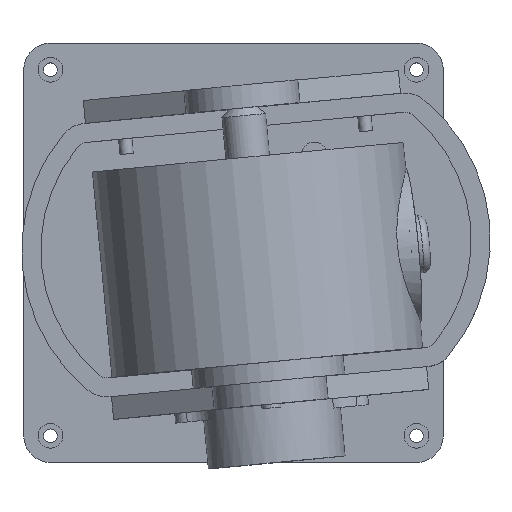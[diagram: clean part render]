
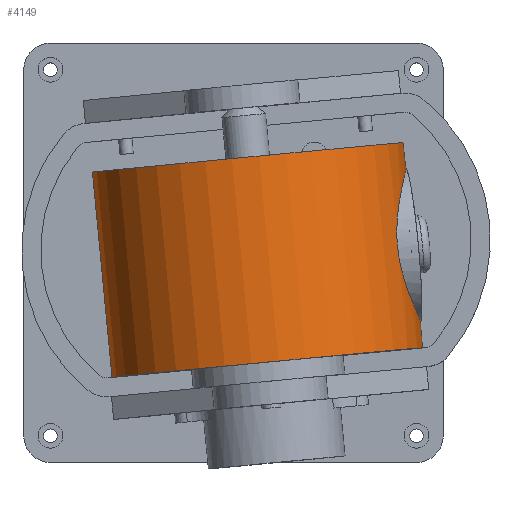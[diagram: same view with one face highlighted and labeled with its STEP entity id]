
A CAD part, top view. The second image highlights one B-rep face of the part: STEP entity #4149.
In plain terms, the highlighted cylindrical face has radius 41 mm (diameter 82 mm), a partial arc.
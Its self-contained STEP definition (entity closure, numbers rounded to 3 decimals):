
#48=B_SPLINE_CURVE_WITH_KNOTS('',3,(#7125,#7126,#7127,#7128,#7129,#7130,
#7131,#7132,#7133,#7134,#7135,#7136,#7137,#7138,#7139,#7140,#7141,#7142,
#7143,#7144,#7145,#7146,#7147,#7148,#7149,#7150,#7151,#7152,#7153,#7154,
#7155,#7156,#7157,#7158),.UNSPECIFIED.,.F.,.F.,(4,2,2,2,2,2,2,2,2,2,2,2,
2,2,2,2,4),(3.152,3.545,3.939,4.332,
4.726,5.12,5.515,5.909,6.304,
6.699,7.093,7.488,7.882,8.276,
8.669,9.063,9.456),.UNSPECIFIED.);
#611=FACE_OUTER_BOUND('',#948,.T.);
#948=EDGE_LOOP('',(#3651,#3652,#3653,#3654,#3655,#3656));
#1197=LINE('',#7113,#1458);
#1210=LINE('',#7224,#1471);
#1221=LINE('',#7272,#1482);
#1458=VECTOR('',#5923,10.);
#1471=VECTOR('',#5956,10.);
#1482=VECTOR('',#6011,10.);
#1761=CIRCLE('',#4817,41.);
#1762=CIRCLE('',#4819,41.);
#2079=VERTEX_POINT('',#7110);
#2080=VERTEX_POINT('',#7112);
#2085=VERTEX_POINT('',#7124);
#2092=VERTEX_POINT('',#7222);
#2106=VERTEX_POINT('',#7269);
#2107=VERTEX_POINT('',#7271);
#2586=EDGE_CURVE('',#2080,#2079,#1197,.T.);
#2592=EDGE_CURVE('',#2079,#2085,#48,.T.);
#2606=EDGE_CURVE('',#2085,#2092,#1210,.T.);
#2628=EDGE_CURVE('',#2107,#2106,#1221,.T.);
#2632=EDGE_CURVE('',#2107,#2092,#1761,.T.);
#2633=EDGE_CURVE('',#2080,#2106,#1762,.T.);
#3651=ORIENTED_EDGE('',*,*,#2592,.T.);
#3652=ORIENTED_EDGE('',*,*,#2606,.T.);
#3653=ORIENTED_EDGE('',*,*,#2632,.F.);
#3654=ORIENTED_EDGE('',*,*,#2628,.T.);
#3655=ORIENTED_EDGE('',*,*,#2633,.F.);
#3656=ORIENTED_EDGE('',*,*,#2586,.T.);
#3929=CYLINDRICAL_SURFACE('',#4818,41.);
#4149=ADVANCED_FACE('',(#611),#3929,.T.);
#4817=AXIS2_PLACEMENT_3D('',#7280,#6025,#6026);
#4818=AXIS2_PLACEMENT_3D('',#7281,#6027,#6028);
#4819=AXIS2_PLACEMENT_3D('',#7282,#6029,#6030);
#5923=DIRECTION('',(0.,-1.,0.));
#5956=DIRECTION('',(0.,-1.,0.));
#6011=DIRECTION('',(0.,1.,0.));
#6025=DIRECTION('center_axis',(0.,-1.,0.));
#6026=DIRECTION('ref_axis',(0.,0.,1.));
#6027=DIRECTION('center_axis',(0.,1.,0.));
#6028=DIRECTION('ref_axis',(0.,0.,1.));
#6029=DIRECTION('center_axis',(0.,1.,0.));
#6030=DIRECTION('ref_axis',(0.,0.,1.));
#7110=CARTESIAN_POINT('',(0.,20.5,-41.));
#7112=CARTESIAN_POINT('',(0.,27.,-41.));
#7113=CARTESIAN_POINT('',(0.,0.,-41.));
#7124=CARTESIAN_POINT('',(0.,-20.5,-41.));
#7125=CARTESIAN_POINT('Ctrl Pts',(0.,20.5,-41.));
#7126=CARTESIAN_POINT('Ctrl Pts',(-1.312,20.5,-41.));
#7127=CARTESIAN_POINT('Ctrl Pts',(-2.661,20.372,-40.936));
#7128=CARTESIAN_POINT('Ctrl Pts',(-5.33,19.842,-40.674));
#7129=CARTESIAN_POINT('Ctrl Pts',(-6.65,19.439,-40.477));
#7130=CARTESIAN_POINT('Ctrl Pts',(-9.169,18.386,-39.982));
#7131=CARTESIAN_POINT('Ctrl Pts',(-10.371,17.733,-39.683));
#7132=CARTESIAN_POINT('Ctrl Pts',(-12.586,16.237,-39.037));
#7133=CARTESIAN_POINT('Ctrl Pts',(-13.6,15.392,-38.691));
#7134=CARTESIAN_POINT('Ctrl Pts',(-15.394,13.597,-38.012));
#7135=CARTESIAN_POINT('Ctrl Pts',(-16.239,12.583,-37.656));
#7136=CARTESIAN_POINT('Ctrl Pts',(-17.735,10.368,-36.975));
#7137=CARTESIAN_POINT('Ctrl Pts',(-18.386,9.168,-36.651));
#7138=CARTESIAN_POINT('Ctrl Pts',(-19.439,6.652,-36.104));
#7139=CARTESIAN_POINT('Ctrl Pts',(-19.841,5.334,-35.881));
#7140=CARTESIAN_POINT('Ctrl Pts',(-20.371,2.665,-35.582));
#7141=CARTESIAN_POINT('Ctrl Pts',(-20.5,1.315,-35.507));
#7142=CARTESIAN_POINT('Ctrl Pts',(-20.5,-1.315,-35.507));
#7143=CARTESIAN_POINT('Ctrl Pts',(-20.371,-2.665,-35.582));
#7144=CARTESIAN_POINT('Ctrl Pts',(-19.841,-5.334,-35.881));
#7145=CARTESIAN_POINT('Ctrl Pts',(-19.439,-6.652,-36.104));
#7146=CARTESIAN_POINT('Ctrl Pts',(-18.386,-9.168,-36.651));
#7147=CARTESIAN_POINT('Ctrl Pts',(-17.735,-10.368,-36.975));
#7148=CARTESIAN_POINT('Ctrl Pts',(-16.239,-12.583,-37.656));
#7149=CARTESIAN_POINT('Ctrl Pts',(-15.394,-13.597,-38.012));
#7150=CARTESIAN_POINT('Ctrl Pts',(-13.6,-15.392,-38.691));
#7151=CARTESIAN_POINT('Ctrl Pts',(-12.586,-16.237,-39.037));
#7152=CARTESIAN_POINT('Ctrl Pts',(-10.371,-17.733,-39.683));
#7153=CARTESIAN_POINT('Ctrl Pts',(-9.169,-18.386,-39.982));
#7154=CARTESIAN_POINT('Ctrl Pts',(-6.65,-19.439,-40.477));
#7155=CARTESIAN_POINT('Ctrl Pts',(-5.33,-19.842,-40.674));
#7156=CARTESIAN_POINT('Ctrl Pts',(-2.661,-20.372,-40.936));
#7157=CARTESIAN_POINT('Ctrl Pts',(-1.312,-20.5,-41.));
#7158=CARTESIAN_POINT('Ctrl Pts',(0.,-20.5,-41.));
#7222=CARTESIAN_POINT('',(0.,-27.,-41.));
#7224=CARTESIAN_POINT('',(0.,0.,-41.));
#7269=CARTESIAN_POINT('',(0.,27.,41.));
#7271=CARTESIAN_POINT('',(0.,-27.,41.));
#7272=CARTESIAN_POINT('',(0.,0.,41.));
#7280=CARTESIAN_POINT('Origin',(0.,-27.,0.));
#7281=CARTESIAN_POINT('Origin',(0.,0.,0.));
#7282=CARTESIAN_POINT('Origin',(0.,27.,0.));
